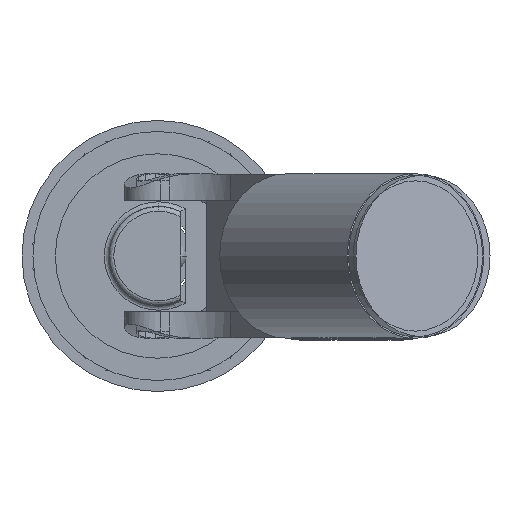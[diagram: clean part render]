
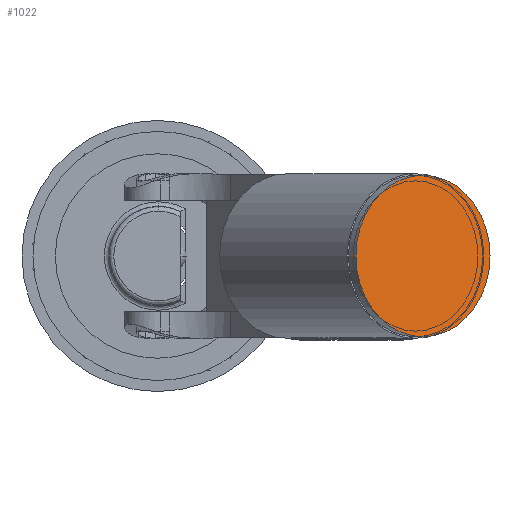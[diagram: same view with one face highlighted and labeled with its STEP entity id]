
A CAD part, front view. The second image highlights one B-rep face of the part: STEP entity #1022.
In plain terms, the highlighted planar face has unit normal (0.559, -0.829, 0).
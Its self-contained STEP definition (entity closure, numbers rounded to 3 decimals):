
#855 = VERTEX_POINT ( 'NONE', #9392 ) ;
#905 = CARTESIAN_POINT ( 'NONE',  ( 27.905, -43.106, 0. ) ) ;
#1022 = ADVANCED_FACE ( 'NONE', ( #2215 ), #3136, .F. ) ;
#1511 = EDGE_LOOP ( 'NONE', ( #8494, #7040 ) ) ;
#1541 = DIRECTION ( 'NONE',  ( -0.559, 0.829, 0. ) ) ;
#1665 = DIRECTION ( 'NONE',  ( -0.559, 0.829, 0. ) ) ;
#2215 = FACE_OUTER_BOUND ( 'NONE', #1511, .T. ) ;
#2383 = CARTESIAN_POINT ( 'NONE',  ( 27.905, -43.106, -8.5 ) ) ;
#2648 = AXIS2_PLACEMENT_3D ( 'NONE', #6984, #1541, #4674 ) ;
#2967 = AXIS2_PLACEMENT_3D ( 'NONE', #905, #4064, #9589 ) ;
#3136 = PLANE ( 'NONE',  #2648 ) ;
#4064 = DIRECTION ( 'NONE',  ( -0.559, 0.829, 0. ) ) ;
#4413 = EDGE_CURVE ( 'NONE', #855, #8694, #9846, .T. ) ;
#4674 = DIRECTION ( 'NONE',  ( 0., 0., -1. ) ) ;
#5568 = CARTESIAN_POINT ( 'NONE',  ( 27.905, -43.106, 0. ) ) ;
#5927 = CIRCLE ( 'NONE', #2967, 8.5 ) ;
#6984 = CARTESIAN_POINT ( 'NONE',  ( 27.905, -43.106, 0. ) ) ;
#7040 = ORIENTED_EDGE ( 'NONE', *, *, #4413, .F. ) ;
#8190 = EDGE_CURVE ( 'NONE', #8694, #855, #5927, .T. ) ;
#8328 = AXIS2_PLACEMENT_3D ( 'NONE', #5568, #1665, #9553 ) ;
#8494 = ORIENTED_EDGE ( 'NONE', *, *, #8190, .F. ) ;
#8694 = VERTEX_POINT ( 'NONE', #2383 ) ;
#9392 = CARTESIAN_POINT ( 'NONE',  ( 27.905, -43.106, 8.5 ) ) ;
#9553 = DIRECTION ( 'NONE',  ( 0., 0., -1. ) ) ;
#9589 = DIRECTION ( 'NONE',  ( 0., 0., -1. ) ) ;
#9846 = CIRCLE ( 'NONE', #8328, 8.5 ) ;
